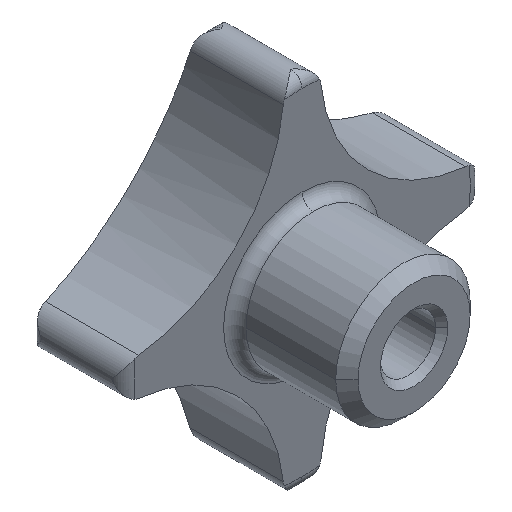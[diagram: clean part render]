
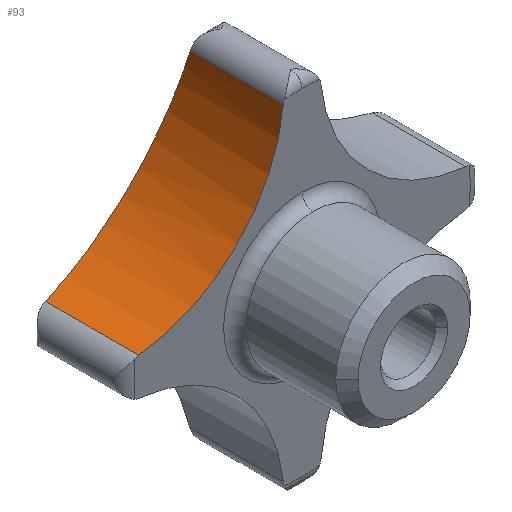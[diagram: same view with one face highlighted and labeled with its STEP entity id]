
A CAD part, isometric view. The second image highlights one B-rep face of the part: STEP entity #93.
In plain terms, the highlighted cylindrical face has radius 14.4 mm (diameter 28.8 mm), a partial arc.
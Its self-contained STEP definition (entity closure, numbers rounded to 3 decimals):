
#93 = ADVANCED_FACE( '', ( #149 ), #150, .F. );
#149 = FACE_OUTER_BOUND( '', #225, .T. );
#150 = CYLINDRICAL_SURFACE( '', #226, 14.4 );
#225 = EDGE_LOOP( '', ( #400, #401, #402, #403 ) );
#226 = AXIS2_PLACEMENT_3D( '', #404, #405, #406 );
#400 = ORIENTED_EDGE( '', *, *, #632, .F. );
#401 = ORIENTED_EDGE( '', *, *, #631, .F. );
#402 = ORIENTED_EDGE( '', *, *, #633, .F. );
#403 = ORIENTED_EDGE( '', *, *, #634, .T. );
#404 = CARTESIAN_POINT( '', ( -16., 0., 16. ) );
#405 = DIRECTION( '', ( 0., -1., 0. ) );
#406 = DIRECTION( '', ( 0.099, 0., -0.995 ) );
#631 = EDGE_CURVE( '', #782, #766, #784, .T. );
#632 = EDGE_CURVE( '', #766, #785, #786, .T. );
#633 = EDGE_CURVE( '', #787, #782, #788, .T. );
#634 = EDGE_CURVE( '', #787, #785, #789, .T. );
#766 = VERTEX_POINT( '', #1064 );
#782 = VERTEX_POINT( '', #1133 );
#784 = LINE( '', #1135, #1136 );
#785 = VERTEX_POINT( '', #1137 );
#786 = B_SPLINE_CURVE_WITH_KNOTS( '', 3, ( #1138, #1139, #1140, #1141, #1142, #1143, #1144, #1145, #1146, #1147, #1148, #1149, #1150, #1151, #1152, #1153 ), .UNSPECIFIED., .F., .F., ( 4, 2, 2, 2, 2, 2, 2, 4 ), ( 0., 2.731, 5.461, 8.192, 10.923, 13.69, 16.457, 19.12 ), .UNSPECIFIED. );
#787 = VERTEX_POINT( '', #1154 );
#788 = CIRCLE( '', #1155, 14.4 );
#789 = LINE( '', #1156, #1157 );
#1064 = CARTESIAN_POINT( '', ( -14.572, 18.324, 1.671 ) );
#1133 = CARTESIAN_POINT( '', ( -14.572, 10., 1.671 ) );
#1135 = CARTESIAN_POINT( '', ( -14.572, 0., 1.671 ) );
#1136 = VECTOR( '', #1384, 1. );
#1137 = CARTESIAN_POINT( '', ( -1.671, 18.324, 14.572 ) );
#1138 = CARTESIAN_POINT( '', ( -14.572, 18.324, 1.671 ) );
#1139 = CARTESIAN_POINT( '', ( -13.689, 18.524, 1.759 ) );
#1140 = CARTESIAN_POINT( '', ( -12.778, 18.709, 1.934 ) );
#1141 = CARTESIAN_POINT( '', ( -10.977, 19.026, 2.472 ) );
#1142 = CARTESIAN_POINT( '', ( -10.086, 19.157, 2.835 ) );
#1143 = CARTESIAN_POINT( '', ( -8.394, 19.355, 3.735 ) );
#1144 = CARTESIAN_POINT( '', ( -7.59, 19.421, 4.273 ) );
#1145 = CARTESIAN_POINT( '', ( -6.121, 19.486, 5.48 ) );
#1146 = CARTESIAN_POINT( '', ( -5.456, 19.484, 6.15 ) );
#1147 = CARTESIAN_POINT( '', ( -4.293, 19.422, 7.565 ) );
#1148 = CARTESIAN_POINT( '', ( -3.759, 19.358, 8.355 ) );
#1149 = CARTESIAN_POINT( '', ( -2.854, 19.163, 10.045 ) );
#1150 = CARTESIAN_POINT( '', ( -2.482, 19.031, 10.945 ) );
#1151 = CARTESIAN_POINT( '', ( -1.939, 18.713, 12.757 ) );
#1152 = CARTESIAN_POINT( '', ( -1.761, 18.529, 13.668 ) );
#1153 = CARTESIAN_POINT( '', ( -1.671, 18.324, 14.572 ) );
#1154 = CARTESIAN_POINT( '', ( -1.671, 10., 14.572 ) );
#1155 = AXIS2_PLACEMENT_3D( '', #1385, #1386, #1387 );
#1156 = CARTESIAN_POINT( '', ( -1.671, 0., 14.572 ) );
#1157 = VECTOR( '', #1388, 1. );
#1384 = DIRECTION( '', ( 0., 1., 0. ) );
#1385 = CARTESIAN_POINT( '', ( -16., 10., 16. ) );
#1386 = DIRECTION( '', ( 0., 1., 0. ) );
#1387 = DIRECTION( '', ( 0.099, 0., -0.995 ) );
#1388 = DIRECTION( '', ( 0., 1., 0. ) );
